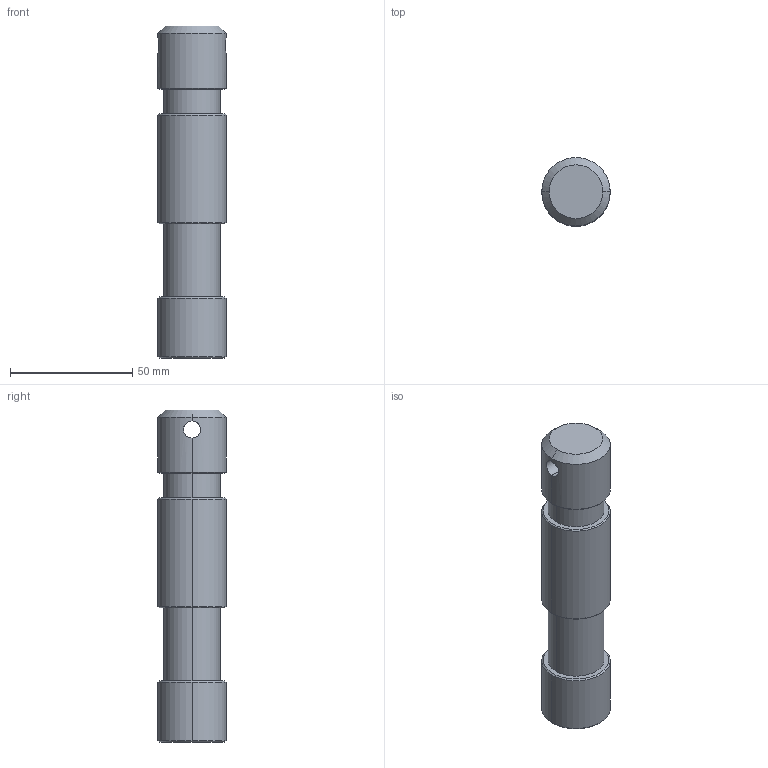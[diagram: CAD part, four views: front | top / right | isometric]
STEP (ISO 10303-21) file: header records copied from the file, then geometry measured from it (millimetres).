
FILE_DESCRIPTION (( 'STEP AP203' ), '1' );
FILE_NAME ('T74710.STEP', '2018-09-05T15:40:52', ( '' ), ( '' ), 'SwSTEP 2.0', 'SolidWorks 2016', '' );
FILE_SCHEMA (( 'CONFIG_CONTROL_DESIGN' ));
Length unit declared in the file: millimetre
Products named in the file (2): T74710; TH711
Assembly tree (1 placements, depth 2):
  T74710
    TH711
Bounding box: 28 x 28 x 136 mm (x, y, z)
Volume: 69866.9 mm3; surface area: 15295.1 mm2
Topology: 1 solids, 1 shells, 34 faces, 72 edges, 41 vertices
Faces by surface type: cylinder 14, cone 14, plane 6
Entity records: 1214 total; most frequent: CARTESIAN_POINT 277, DIRECTION 178, ORIENTED_EDGE 140, AXIS2_PLACEMENT_3D 74, EDGE_CURVE 70, VERTEX_POINT 41, EDGE_LOOP 39, CIRCLE 36
